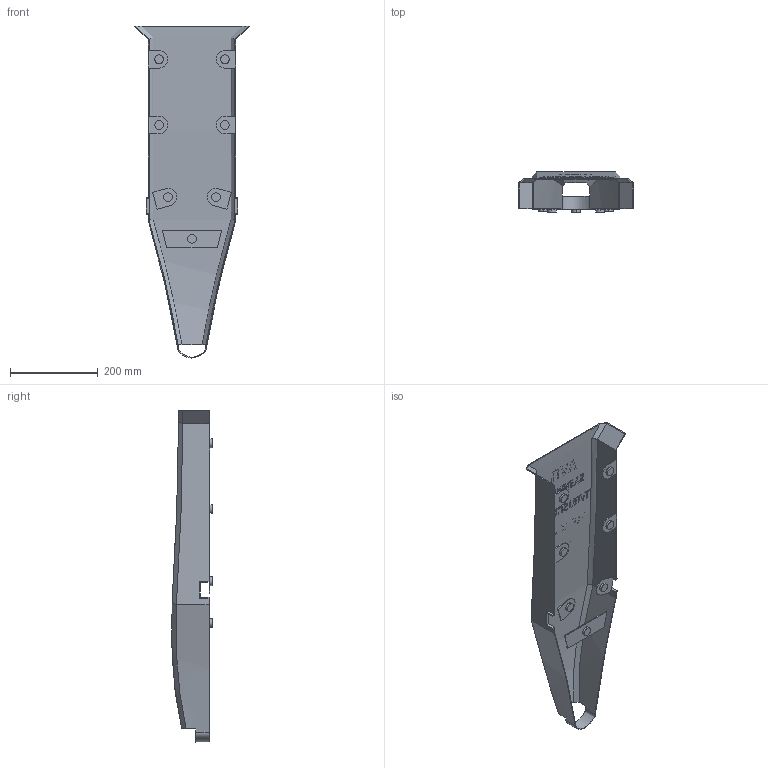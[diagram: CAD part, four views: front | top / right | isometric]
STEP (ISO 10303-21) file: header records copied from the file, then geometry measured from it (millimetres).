
FILE_DESCRIPTION (( 'STEP AP203' ), '1' );
FILE_NAME ('Body_Cover_Default_sldprt.STEP', '2022-04-16T10:24:32', ( '' ), ( '' ), 'SwSTEP 2.0', 'SolidWorks 2019', '' );
FILE_SCHEMA (( 'CONFIG_CONTROL_DESIGN' ));
Products named in the file (1): Body_Cover_Default_sldprt
Bounding box: 262.2 x 91.89 x 758.53 mm (x, y, z)
Volume: 504864.9 mm3; surface area: 505123.3 mm2
Topology: 7 solids, 7 shells, 597 faces, 1593 edges, 1060 vertices
Faces by surface type: plane 347, bspline 218, cylinder 32
Entity records: 33883 total; most frequent: CARTESIAN_POINT 20856, ORIENTED_EDGE 3186, DIRECTION 1721, EDGE_CURVE 1593, VERTEX_POINT 1060, VECTOR 833, LINE 833, B_SPLINE_CURVE_WITH_KNOTS 696
